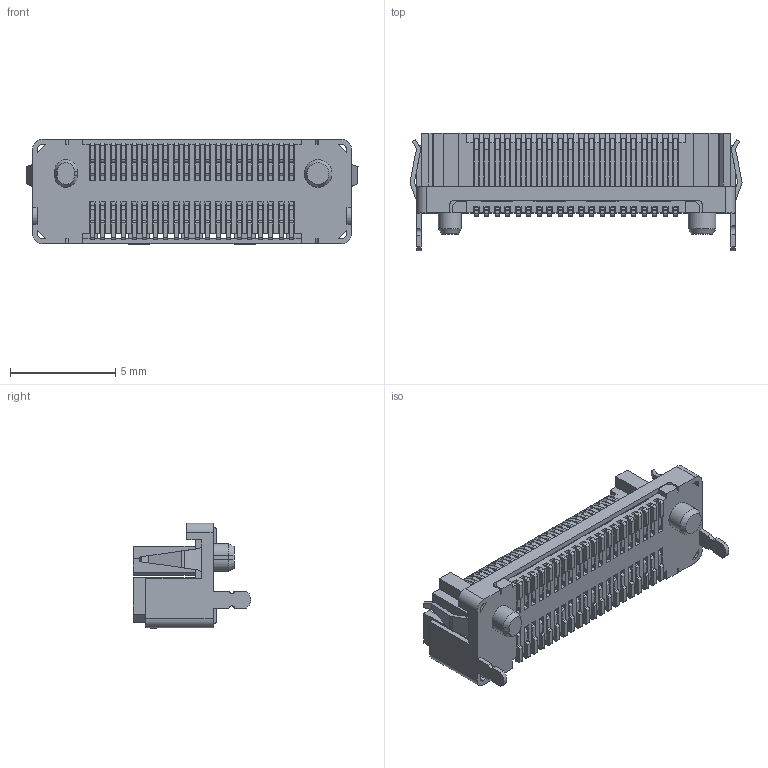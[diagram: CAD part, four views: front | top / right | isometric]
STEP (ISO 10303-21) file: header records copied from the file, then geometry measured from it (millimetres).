
FILE_DESCRIPTION( ( 'STEP AP203' ), '1' );
FILE_NAME( 'LSHM-120-02.5-L-DV-A-S-TR.stp', '2021-03-26T14:34:36', ( 'License CC BY-ND 4.0' ), ( 'CADENAS' ), ' ', 'PARTsolutions', ' ' );
FILE_SCHEMA( ( 'CONFIG_CONTROL_DESIGN' ) );
Length unit declared in the file: millimetre
Products named in the file (3): LSHM-120-02.5-L-DV-A-S-TR; _STRLSHM-20-02.5-DV-A-S; _C-185--20-02.5-DV1P
Assembly tree (2 placements, depth 2):
  LSHM-120-02.5-L-DV-A-S-TR
    _STRLSHM-20-02.5-DV-A-S
    _C-185--20-02.5-DV1P
Bounding box: 15.8 x 5.6 x 5.03 mm (x, y, z)
Volume: 157.7 mm3; surface area: 928 mm2
Topology: 2 solids, 2 shells, 1612 faces, 4811 edges, 3112 vertices
Faces by surface type: plane 1297, cylinder 312, cone 3
Full cylindrical faces by diameter (mm): 1.32 x1
Entity records: 53545 total; most frequent: ORIENTED_EDGE 9616, CARTESIAN_POINT 9534, DIRECTION 8671, EDGE_CURVE 4808, LINE 4175, VECTOR 4175, VERTEX_POINT 3111, AXIS2_PLACEMENT_3D 2248
